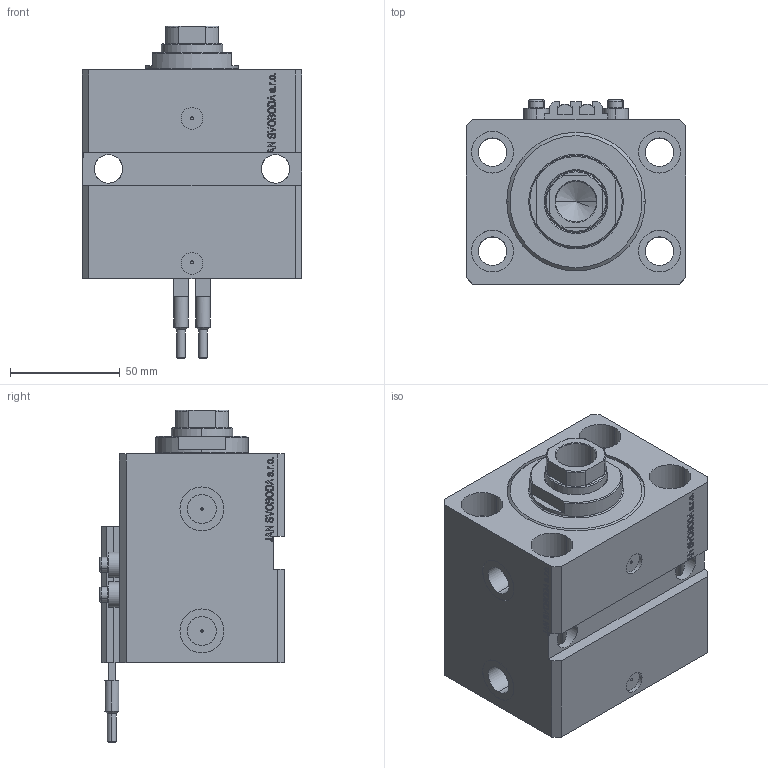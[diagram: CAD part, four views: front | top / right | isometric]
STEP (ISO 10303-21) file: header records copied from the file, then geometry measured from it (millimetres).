
FILE_DESCRIPTION (( 'STEP AP203' ), '1' );
FILE_NAME ('b41c.STEP', '2024-04-16T10:58:40', ( '' ), ( '' ), 'SwSTEP 2.0', 'SolidWorks 2019', '' );
FILE_SCHEMA (( 'CONFIG_CONTROL_DESIGN' ));
Length unit declared in the file: millimetre
Products named in the file (6): V250CE_E_Body 2bd49f694250ebf9029b5609a94b7148; ALLEN BOLT V250CE 2bd49f694250ebf9029b5609a94b7148; SWITCH_V250CE 2bd49f694250ebf9029b5609a94b7148; V250CE_C_VCP 2bd49f694250ebf9029b5609a94b7148; b41c; V250CE_VC_E 2bd49f694250ebf9029b5609a94b7148
Assembly tree (9 placements, depth 2):
  b41c
    V250CE_E_Body 2bd49f694250ebf9029b5609a94b7148
    ALLEN BOLT V250CE 2bd49f694250ebf9029b5609a94b7148  x4
    V250CE_C_VCP 2bd49f694250ebf9029b5609a94b7148
    V250CE_VC_E 2bd49f694250ebf9029b5609a94b7148
    SWITCH_V250CE 2bd49f694250ebf9029b5609a94b7148  x2
Bounding box: 100 x 84 x 151 mm (x, y, z)
Volume: 614551.1 mm3; surface area: 124643.4 mm2
Topology: 10 solids, 10 shells, 1140 faces, 2840 edges, 1835 vertices
Faces by surface type: plane 567, bspline 357, cylinder 138, cone 60, torus 18
Entity records: 48475 total; most frequent: CARTESIAN_POINT 25025, ORIENTED_EDGE 5262, DIRECTION 3509, EDGE_CURVE 2631, VERTEX_POINT 1721, VECTOR 1619, LINE 1619, EDGE_LOOP 1172
